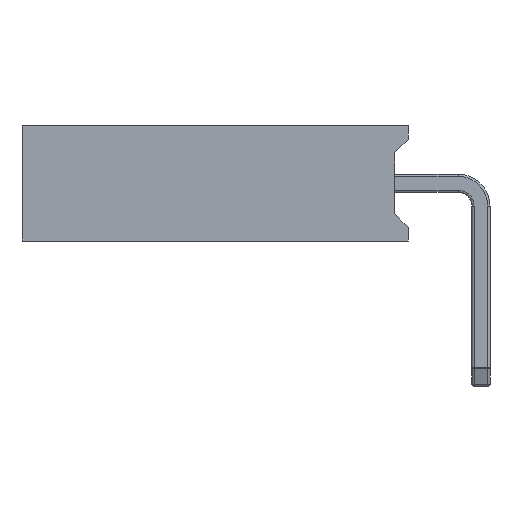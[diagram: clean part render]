
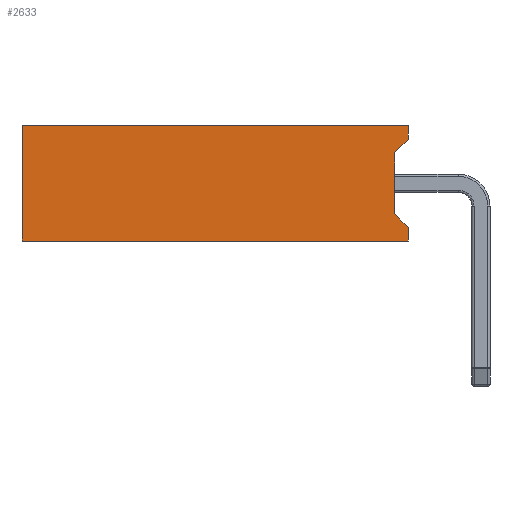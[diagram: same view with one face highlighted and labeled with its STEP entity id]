
A CAD part, left-side view. The second image highlights one B-rep face of the part: STEP entity #2633.
In plain terms, the highlighted planar face has unit normal (-1, 0, 0).
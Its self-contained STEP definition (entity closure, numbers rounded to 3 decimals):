
#126=PLANE('',#2871);
#201=FACE_OUTER_BOUND('',#364,.T.);
#364=EDGE_LOOP('',(#1733,#1734,#1735,#1736,#1737,#1738,#1739,#1740));
#531=LINE('',#4131,#729);
#535=LINE('',#4139,#733);
#541=LINE('',#4154,#739);
#552=LINE('',#4174,#750);
#553=LINE('',#4177,#751);
#556=LINE('',#4183,#754);
#557=LINE('',#4185,#755);
#558=LINE('',#4186,#756);
#729=VECTOR('',#3259,10.);
#733=VECTOR('',#3265,10.);
#739=VECTOR('',#3277,10.);
#750=VECTOR('',#3294,10.);
#751=VECTOR('',#3297,10.);
#754=VECTOR('',#3302,10.);
#755=VECTOR('',#3303,10.);
#756=VECTOR('',#3304,10.);
#1083=VERTEX_POINT('',#4129);
#1084=VERTEX_POINT('',#4130);
#1087=VERTEX_POINT('',#4138);
#1093=VERTEX_POINT('',#4153);
#1099=VERTEX_POINT('',#4172);
#1100=VERTEX_POINT('',#4176);
#1102=VERTEX_POINT('',#4182);
#1103=VERTEX_POINT('',#4184);
#1307=EDGE_CURVE('',#1083,#1084,#531,.T.);
#1311=EDGE_CURVE('',#1087,#1084,#535,.T.);
#1319=EDGE_CURVE('',#1087,#1093,#541,.T.);
#1330=EDGE_CURVE('',#1083,#1099,#552,.T.);
#1331=EDGE_CURVE('',#1100,#1093,#553,.T.);
#1334=EDGE_CURVE('',#1099,#1102,#556,.T.);
#1335=EDGE_CURVE('',#1103,#1102,#557,.T.);
#1336=EDGE_CURVE('',#1100,#1103,#558,.T.);
#1733=ORIENTED_EDGE('',*,*,#1311,.T.);
#1734=ORIENTED_EDGE('',*,*,#1307,.F.);
#1735=ORIENTED_EDGE('',*,*,#1330,.T.);
#1736=ORIENTED_EDGE('',*,*,#1334,.T.);
#1737=ORIENTED_EDGE('',*,*,#1335,.F.);
#1738=ORIENTED_EDGE('',*,*,#1336,.F.);
#1739=ORIENTED_EDGE('',*,*,#1331,.T.);
#1740=ORIENTED_EDGE('',*,*,#1319,.F.);
#2633=ADVANCED_FACE('',(#201),#126,.T.);
#2871=AXIS2_PLACEMENT_3D('',#4181,#3300,#3301);
#3259=DIRECTION('',(0.,0.707,-0.707));
#3265=DIRECTION('',(0.,0.,1.));
#3277=DIRECTION('',(0.,-0.707,-0.707));
#3294=DIRECTION('',(0.,0.,1.));
#3297=DIRECTION('',(0.,0.,1.));
#3300=DIRECTION('center_axis',(-1.,0.,0.));
#3301=DIRECTION('ref_axis',(0.,0.,
1.));
#3302=DIRECTION('',(0.,1.,0.));
#3303=DIRECTION('',(0.,0.,1.));
#3304=DIRECTION('',(0.,1.,0.));
#4129=CARTESIAN_POINT('',(-1.27,1.6,2.24));
#4130=CARTESIAN_POINT('',(-1.27,1.9,1.94));
#4131=CARTESIAN_POINT('',(-1.27,2.235,1.605));
#4138=CARTESIAN_POINT('',(-1.27,1.9,0.6));
#4139=CARTESIAN_POINT('',(-1.27,1.9,0.635));
#4153=CARTESIAN_POINT('',(-1.27,1.6,0.3));
#4154=CARTESIAN_POINT('',(-1.27,1.6,0.3));
#4172=CARTESIAN_POINT('',(-1.27,1.6,2.54));
#4174=CARTESIAN_POINT('',(-1.27,1.6,0.));
#4176=CARTESIAN_POINT('',(-1.27,1.6,0.));
#4177=CARTESIAN_POINT('',(-1.27,1.6,0.));
#4181=CARTESIAN_POINT('Origin',(-1.27,1.6,0.));
#4182=CARTESIAN_POINT('',(-1.27,10.1,2.54));
#4183=CARTESIAN_POINT('',(-1.27,1.6,2.54));
#4184=CARTESIAN_POINT('',(-1.27,10.1,0.));
#4185=CARTESIAN_POINT('',(-1.27,10.1,0.));
#4186=CARTESIAN_POINT('',(-1.27,1.6,0.));
